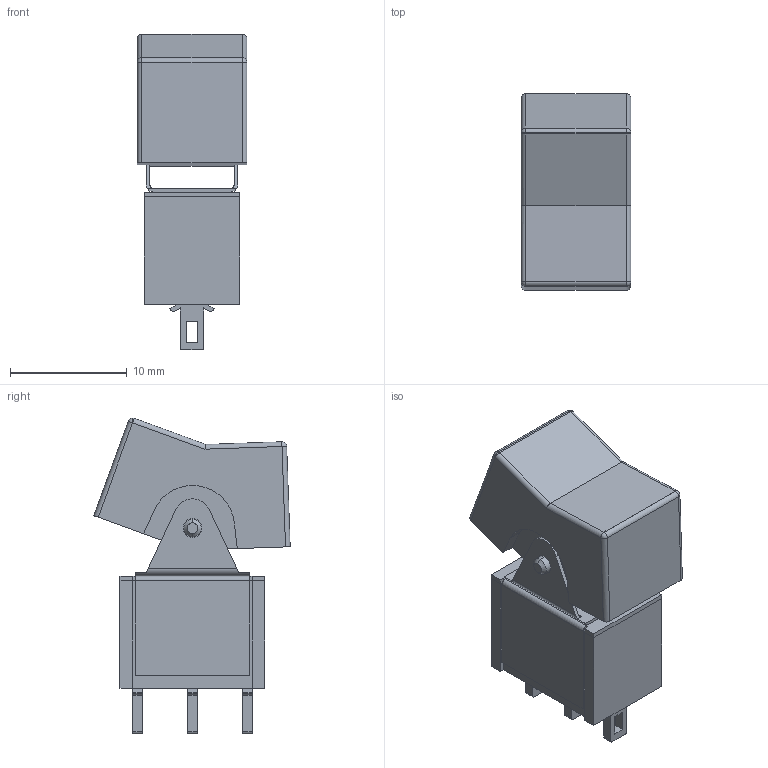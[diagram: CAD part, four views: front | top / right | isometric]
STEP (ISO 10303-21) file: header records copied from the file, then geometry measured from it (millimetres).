
FILE_DESCRIPTION (( 'STEP AP214' ), '1' );
FILE_NAME ('SW-TH_3P-P4.70_C1788501.step', '2022-07-26T16:14:36', ( '' ), ( '' ), 'SwSTEP 2.0', 'SolidWorks 2020', '' );
FILE_SCHEMA (( 'AUTOMOTIVE_DESIGN' ));
Length unit declared in the file: millimetre
Products named in the file (1): SW-TH_3P-P4.70_C1788501
Bounding box: 9.4 x 16.79 x 27 mm (x, y, z)
Volume: 2263.7 mm3; surface area: 2110 mm2
Topology: 16 solids, 16 shells, 459 faces, 1208 edges, 794 vertices
Faces by surface type: plane 290, bspline 112, cylinder 45, sphere 8, cone 4
Entity records: 19847 total; most frequent: CARTESIAN_POINT 4596, ORIENTED_EDGE 2416, DIRECTION 1756, EDGE_CURVE 1208, LINE 880, VECTOR 880, VERTEX_POINT 794, EDGE_LOOP 494
